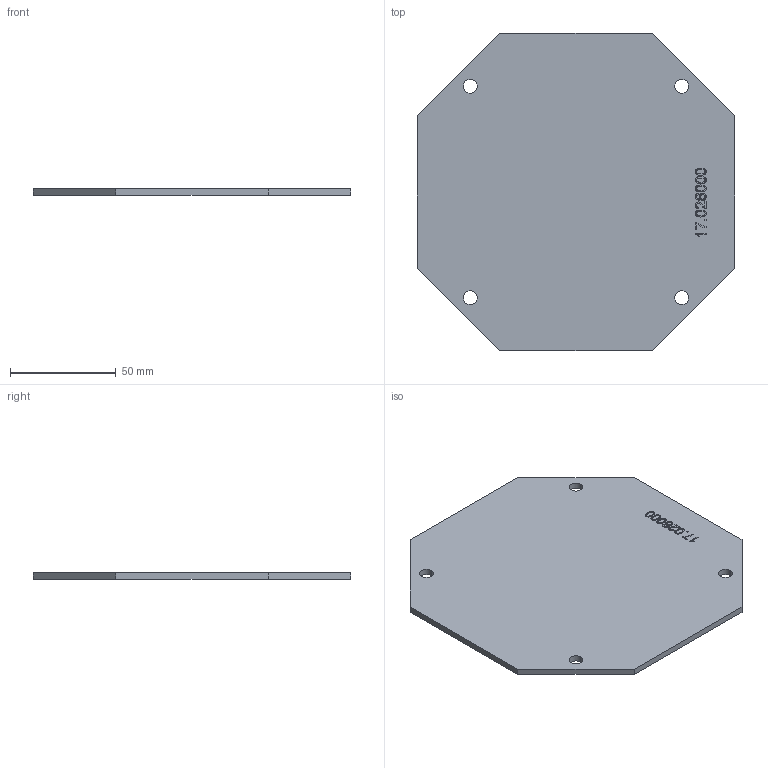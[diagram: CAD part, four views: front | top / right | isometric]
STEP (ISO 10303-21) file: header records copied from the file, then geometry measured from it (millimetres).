
FILE_DESCRIPTION (( 'STEP AP214' ), '1' );
FILE_NAME ('17026000.STEP', '2016-03-30T06:27:52', ( 'Macha' ), ( 'Hewlett-Packard Company' ), 'SwSTEP 2.0', 'SolidWorks 2015', '' );
FILE_SCHEMA (( 'AUTOMOTIVE_DESIGN' ));
Length unit declared in the file: millimetre
Products named in the file (2): 89252; 17026000
Assembly tree (1 placements, depth 2):
  17026000
    89252
Bounding box: 150 x 150 x 3 mm (x, y, z)
Volume: 57959 mm3; surface area: 40475.9 mm2
Topology: 1 solids, 1 shells, 120 faces, 312 edges, 208 vertices
Faces by surface type: bspline 69, plane 43, cylinder 8
Entity records: 7648 total; most frequent: CARTESIAN_POINT 5081, ORIENTED_EDGE 624, EDGE_CURVE 312, DIRECTION 300, VERTEX_POINT 208, LINE 158, VECTOR 158, EDGE_LOOP 142
